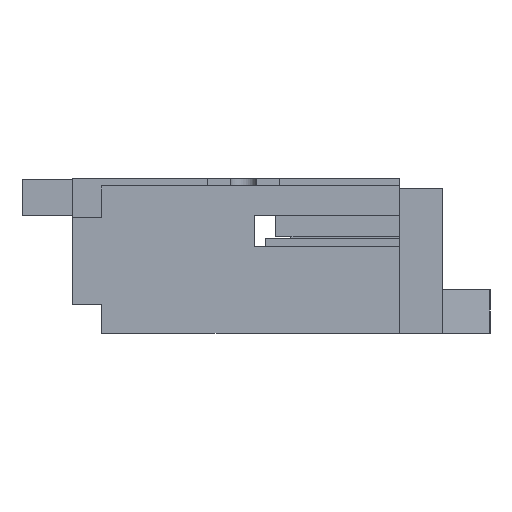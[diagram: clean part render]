
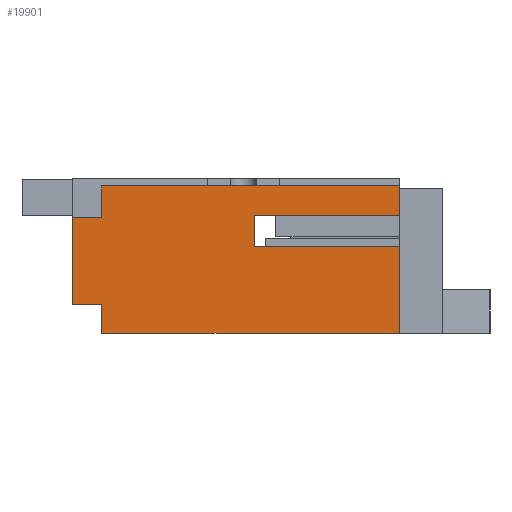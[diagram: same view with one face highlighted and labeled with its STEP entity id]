
A CAD part, left-side view. The second image highlights one B-rep face of the part: STEP entity #19901.
In plain terms, the highlighted planar face has unit normal (-1, 0, 0).
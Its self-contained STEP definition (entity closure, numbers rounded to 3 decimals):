
#1361=FACE_OUTER_BOUND('',#2501,.T.);
#2501=EDGE_LOOP('',(#15676,#15677,#15678,#15679,#15680,#15681,#15682,#15683,
#15684,#15685,#15686,#15687));
#4408=LINE('',#29224,#7072);
#4653=LINE('',#29636,#7317);
#4661=LINE('',#29648,#7325);
#4676=LINE('',#29682,#7340);
#4688=LINE('',#29710,#7352);
#4697=LINE('',#29726,#7361);
#4698=LINE('',#29728,#7362);
#4699=LINE('',#29729,#7363);
#4700=LINE('',#29731,#7364);
#4701=LINE('',#29732,#7365);
#4702=LINE('',#29734,#7366);
#4703=LINE('',#29735,#7367);
#7072=VECTOR('',#23977,0.4);
#7317=VECTOR('',#24224,0.4);
#7325=VECTOR('',#24234,1.2);
#7340=VECTOR('',#24255,2.);
#7352=VECTOR('',#24275,1.2);
#7361=VECTOR('',#24288,0.43);
#7362=VECTOR('',#24289,0.4);
#7363=VECTOR('',#24290,4.1);
#7364=VECTOR('',#24291,2.);
#7365=VECTOR('',#24292,0.43);
#7366=VECTOR('',#24293,0.4);
#7367=VECTOR('',#24294,4.1);
#9369=VERTEX_POINT('',#29221);
#9370=VERTEX_POINT('',#29223);
#9535=VERTEX_POINT('',#29633);
#9536=VERTEX_POINT('',#29635);
#9554=VERTEX_POINT('',#29679);
#9555=VERTEX_POINT('',#29681);
#9566=VERTEX_POINT('',#29707);
#9567=VERTEX_POINT('',#29709);
#9572=VERTEX_POINT('',#29725);
#9573=VERTEX_POINT('',#29727);
#9574=VERTEX_POINT('',#29730);
#9575=VERTEX_POINT('',#29733);
#11520=EDGE_CURVE('',#9370,#9369,#4408,.T.);
#11765=EDGE_CURVE('',#9536,#9535,#4653,.T.);
#11773=EDGE_CURVE('',#9535,#9370,#4661,.T.);
#11788=EDGE_CURVE('',#9554,#9555,#4676,.T.);
#11802=EDGE_CURVE('',#9566,#9567,#4688,.T.);
#11811=EDGE_CURVE('',#9572,#9536,#4697,.T.);
#11812=EDGE_CURVE('',#9369,#9573,#4698,.T.);
#11813=EDGE_CURVE('',#9573,#9567,#4699,.T.);
#11814=EDGE_CURVE('',#9574,#9566,#4700,.T.);
#11815=EDGE_CURVE('',#9555,#9574,#4701,.T.);
#11816=EDGE_CURVE('',#9575,#9554,#4702,.T.);
#11817=EDGE_CURVE('',#9572,#9575,#4703,.T.);
#15676=ORIENTED_EDGE('',*,*,#11811,.T.);
#15677=ORIENTED_EDGE('',*,*,#11765,.T.);
#15678=ORIENTED_EDGE('',*,*,#11773,.T.);
#15679=ORIENTED_EDGE('',*,*,#11520,.T.);
#15680=ORIENTED_EDGE('',*,*,#11812,.T.);
#15681=ORIENTED_EDGE('',*,*,#11813,.T.);
#15682=ORIENTED_EDGE('',*,*,#11802,.F.);
#15683=ORIENTED_EDGE('',*,*,#11814,.F.);
#15684=ORIENTED_EDGE('',*,*,#11815,.F.);
#15685=ORIENTED_EDGE('',*,*,#11788,.F.);
#15686=ORIENTED_EDGE('',*,*,#11816,.F.);
#15687=ORIENTED_EDGE('',*,*,#11817,.F.);
#18803=PLANE('',#21064);
#19901=ADVANCED_FACE('',(#1361),#18803,.F.);
#21064=AXIS2_PLACEMENT_3D('',#29724,#24286,#24287);
#23977=DIRECTION('',(0.,-1.,0.));
#24224=DIRECTION('',(0.,1.,0.));
#24234=DIRECTION('',(0.,0.,-1.));
#24255=DIRECTION('',(0.,1.,0.));
#24275=DIRECTION('',(0.,0.,-1.));
#24286=DIRECTION('center_axis',(1.,0.,0.));
#24287=DIRECTION('ref_axis',(0.,0.,-1.));
#24288=DIRECTION('',(0.,0.,-1.));
#24289=DIRECTION('',(0.,0.,-1.));
#24290=DIRECTION('',(0.,-1.,0.));
#24291=DIRECTION('',(0.,-1.,0.));
#24292=DIRECTION('',(0.,0.,-1.));
#24293=DIRECTION('',(0.,0.,-1.));
#24294=DIRECTION('',(0.,-1.,0.));
#29221=CARTESIAN_POINT('',(-12.2,1.85,0.4));
#29223=CARTESIAN_POINT('',(-12.2,2.25,0.4));
#29224=CARTESIAN_POINT('',(-12.2,2.25,0.4));
#29633=CARTESIAN_POINT('',(-12.2,2.25,1.6));
#29635=CARTESIAN_POINT('',(-12.2,1.85,1.6));
#29636=CARTESIAN_POINT('',(-12.2,1.85,1.6));
#29648=CARTESIAN_POINT('',(-12.2,2.25,1.6));
#29679=CARTESIAN_POINT('',(-12.2,-2.25,1.63));
#29681=CARTESIAN_POINT('',(-12.2,-0.25,1.63));
#29682=CARTESIAN_POINT('',(-12.2,-2.25,1.63));
#29707=CARTESIAN_POINT('',(-12.2,-2.25,1.2));
#29709=CARTESIAN_POINT('',(-12.2,-2.25,0.));
#29710=CARTESIAN_POINT('',(-12.2,-2.25,1.2));
#29724=CARTESIAN_POINT('Origin',(-12.2,2.25,2.13));
#29725=CARTESIAN_POINT('',(-12.2,1.85,2.03));
#29726=CARTESIAN_POINT('',(-12.2,1.85,2.03));
#29727=CARTESIAN_POINT('',(-12.2,1.85,0.));
#29728=CARTESIAN_POINT('',(-12.2,1.85,0.4));
#29729=CARTESIAN_POINT('',(-12.2,1.85,0.));
#29730=CARTESIAN_POINT('',(-12.2,-0.25,1.2));
#29731=CARTESIAN_POINT('',(-12.2,-0.25,1.2));
#29732=CARTESIAN_POINT('',(-12.2,-0.25,1.63));
#29733=CARTESIAN_POINT('',(-12.2,-2.25,2.03));
#29734=CARTESIAN_POINT('',(-12.2,-2.25,2.03));
#29735=CARTESIAN_POINT('',(-12.2,1.85,2.03));
